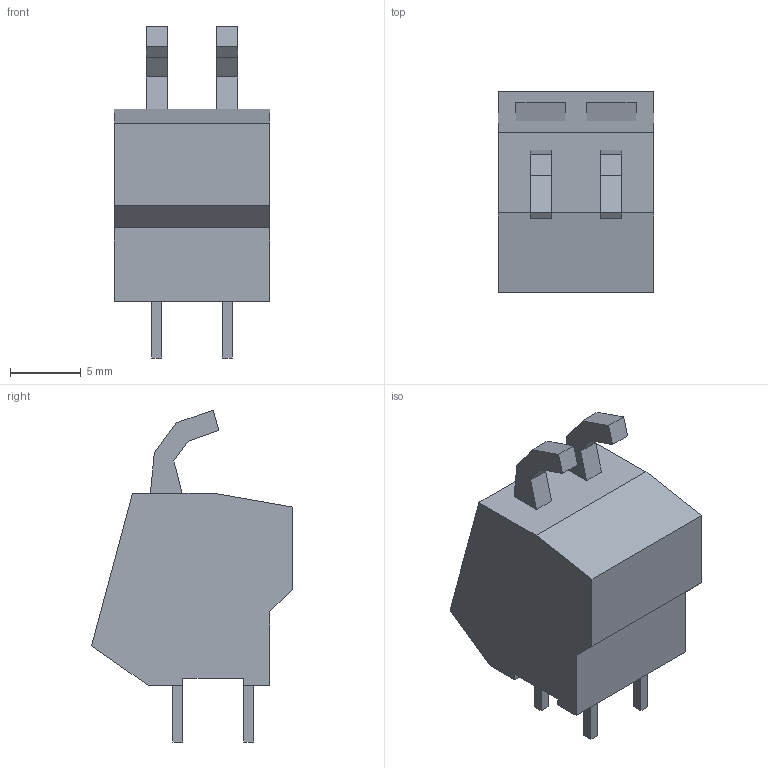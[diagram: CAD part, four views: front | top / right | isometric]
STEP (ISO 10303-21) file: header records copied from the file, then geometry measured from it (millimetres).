
FILE_DESCRIPTION(/* description */ (''),/* implementation_level */ '2;1');
FILE_NAME(/* name */ '2834082-1 v3.step',/* time_stamp */ '2022-07-01T14:26:10-07:00',/* author */ (''),/* organization */ (''),/* preprocessor_version */ 'ST-DEVELOPER v19',/* originating_system */ 'Autodesk Translation Framework v11.7.0.108',/* authorisation */ '');
FILE_SCHEMA (('AUTOMOTIVE_DESIGN { 1 0 10303 214 3 1 1 }'));
Length unit declared in the file: millimetre
Products named in the file (1): 2834082-1
Bounding box: 11 x 14.2 x 23.48 mm (x, y, z)
Volume: 1668.8 mm3; surface area: 1120.6 mm2
Topology: 7 solids, 7 shells, 68 faces, 156 edges, 104 vertices
Faces by surface type: plane 68
Entity records: 1928 total; most frequent: CARTESIAN_POINT 329, ORIENTED_EDGE 312, DIRECTION 294, LINE 156, VECTOR 156, EDGE_CURVE 156, VERTEX_POINT 104, EDGE_LOOP 70
